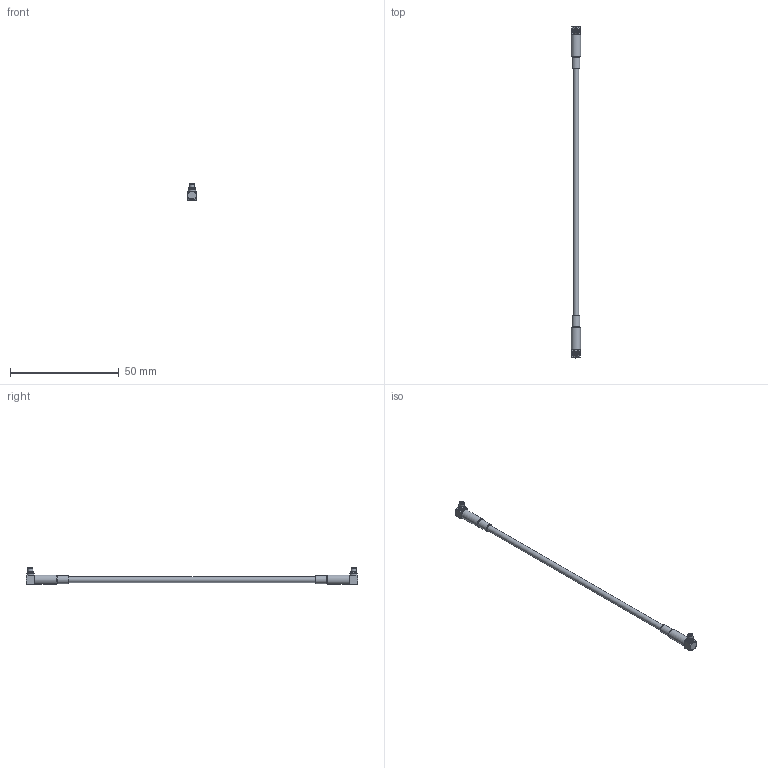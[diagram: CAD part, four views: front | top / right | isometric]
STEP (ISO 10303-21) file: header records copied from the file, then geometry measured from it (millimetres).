
FILE_DESCRIPTION(/* description */ ('Unknown'),/* implementation_level */ '2;1');
FILE_NAME(/* name */ '655024105xxx01',/* time_stamp */ '2020-01-20T11:05:52+01:00',/* author */ ('Unknown'),/* organization */ ('Unknown'),/* preprocessor_version */ 'ST-DEVELOPER v16.7',/* originating_system */ 'DEX',/* authorisation */ $);
FILE_SCHEMA (('AUTOMOTIVE_DESIGN {1 0 10303 214 3 1 1}'));
Length unit declared in the file: millimetre
Products named in the file (1): 655024105xxx01
Bounding box: 4.2 x 152.4 x 7.6 mm (x, y, z)
Volume: 1154.7 mm3; surface area: 1621.6 mm2
Topology: 1 solids, 1 shells, 179 faces, 585 edges, 368 vertices
Faces by surface type: plane 100, cylinder 57, cone 14, torus 8
Full cylindrical faces by diameter (mm): 0.4 x2, 1.6 x2, 2.3 x2, 2.38 x2, 2.6 x1, 2.7 x2, 2.75 x2, 3 x2, 3.4 x2, 3.6 x2, 4.2 x2
Entity records: 7507 total; most frequent: CARTESIAN_POINT 1158, DIRECTION 1088, ORIENTED_EDGE 1052, EDGE_CURVE 526, AXIS2_PLACEMENT_3D 406, VERTEX_POINT 348, LINE 276, VECTOR 276
